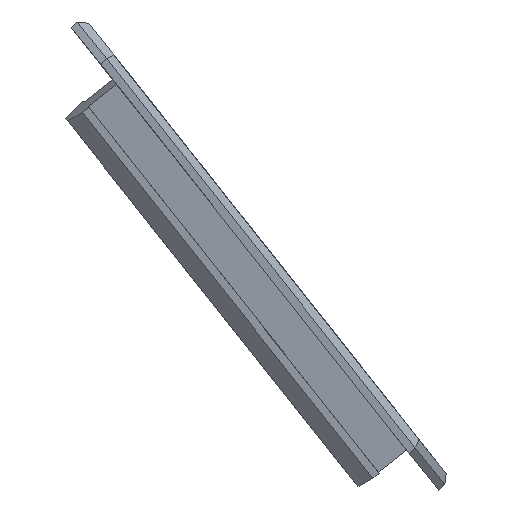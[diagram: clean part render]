
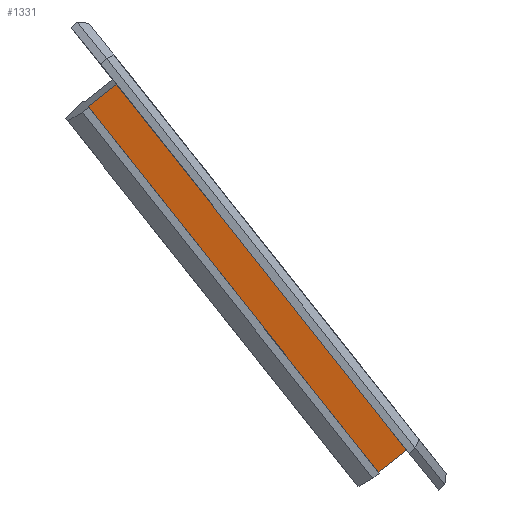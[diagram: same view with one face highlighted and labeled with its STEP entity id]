
A CAD part, left-side view. The second image highlights one B-rep face of the part: STEP entity #1331.
In plain terms, the highlighted planar face has unit normal (-0.961, -0.173, -0.218).
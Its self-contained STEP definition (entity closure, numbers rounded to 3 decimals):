
#95=FACE_OUTER_BOUND('',#167,.T.);
#167=EDGE_LOOP('',(#937,#938,#939,#940));
#250=LINE('',#1770,#406);
#279=LINE('',#1827,#435);
#280=LINE('',#1830,#436);
#281=LINE('',#1831,#437);
#406=VECTOR('',#1492,10.);
#435=VECTOR('',#1539,10.);
#436=VECTOR('',#1542,10.);
#437=VECTOR('',#1543,10.);
#557=VERTEX_POINT('',#1768);
#558=VERTEX_POINT('',#1769);
#577=VERTEX_POINT('',#1825);
#578=VERTEX_POINT('',#1829);
#690=EDGE_CURVE('',#557,#558,#250,.T.);
#719=EDGE_CURVE('',#577,#558,#279,.T.);
#720=EDGE_CURVE('',#577,#578,#280,.F.);
#721=EDGE_CURVE('',#578,#557,#281,.F.);
#937=ORIENTED_EDGE('',*,*,#720,.F.);
#938=ORIENTED_EDGE('',*,*,#719,.T.);
#939=ORIENTED_EDGE('',*,*,#690,.F.);
#940=ORIENTED_EDGE('',*,*,#721,.F.);
#1275=PLANE('',#1417);
#1331=ADVANCED_FACE('',(#95),#1275,.T.);
#1417=AXIS2_PLACEMENT_3D('',#1828,#1540,#1541);
#1492=DIRECTION('',(-0.278,0.597,0.752));
#1539=DIRECTION('',(0.,0.783,-0.622));
#1540=DIRECTION('center_axis',(-0.96,-0.173,-0.218));
#1541=DIRECTION('ref_axis',(-0.278,0.597,0.752));
#1542=DIRECTION('',(-0.278,0.597,0.752));
#1543=DIRECTION('',(0.,-0.783,0.622));
#1768=CARTESIAN_POINT('',(-14.753,4.909,24.646));
#1769=CARTESIAN_POINT('',(-23.05,22.701,47.065));
#1770=CARTESIAN_POINT('',(-14.725,4.849,24.571));
#1825=CARTESIAN_POINT('',(-23.05,20.978,48.433));
#1827=CARTESIAN_POINT('',(-23.05,20.978,48.433));
#1828=CARTESIAN_POINT('Origin',(-14.725,3.126,25.938));
#1829=CARTESIAN_POINT('',(-14.753,3.185,26.013));
#1830=CARTESIAN_POINT('',(-16.171,6.226,29.844));
#1831=CARTESIAN_POINT('',(-14.753,3.185,26.013));
